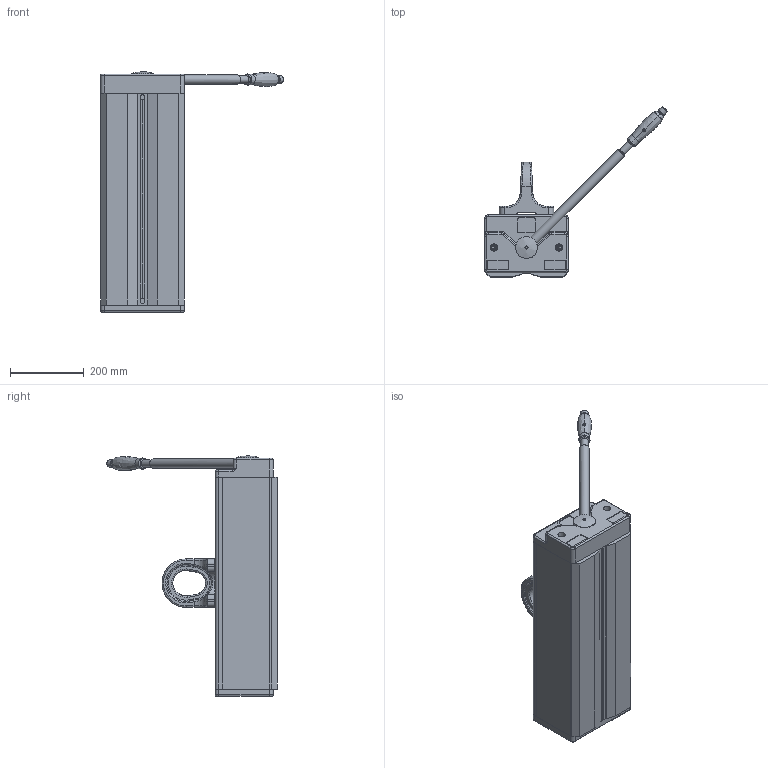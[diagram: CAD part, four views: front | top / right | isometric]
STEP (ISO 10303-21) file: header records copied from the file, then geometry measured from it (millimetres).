
FILE_DESCRIPTION(/* description */ (''),/* implementation_level */ '2;1');
FILE_NAME(/* name */ 'E0161876.stp',/* time_stamp */ '2024-06-11T11:18:41+02:00',/* author */ ('ep'),/* organization */ (''),/* preprocessor_version */ 'ST-DEVELOPER v18.1',/* originating_system */ 'Autodesk Inventor 2021',/* authorisation */ '');
FILE_SCHEMA (('AUTOMOTIVE_DESIGN { 1 0 10303 214 3 1 1 }'));
Products named in the file (1): E0161876
Bounding box: 497.25 x 463.25 x 654.95 mm (x, y, z)
Volume: 24111805.9 mm3; surface area: 2512402.2 mm2
Topology: 160 solids, 160 shells, 2665 faces, 6032 edges, 3800 vertices
Faces by surface type: plane 1252, cylinder 693, cone 524, torus 125, bspline 65, sphere 6
Full cylindrical faces by diameter (mm): 3.3 x66, 4 x130, 4.5 x64, 5 x5, 6 x2, 6.1 x1, 6.8 x1, 8 x67, 8.5 x7, 9 x2, 9.8 x1, 10 x5, 10.2 x9, 10.5 x4, 12 x11, 12.5 x4, 13 x10, 16 x4, 18 x9, 19 x4, 20 x12, 25 x1, 25.1 x1, 59 x1, 60 x2, 84.97 x2, 85 x4, 92 x2, 115.5 x1, 129 x1
Entity records: 97935 total; most frequent: CARTESIAN_POINT 39507, DIRECTION 11943, ORIENTED_EDGE 11738, EDGE_CURVE 5869, AXIS2_PLACEMENT_3D 4427, VERTEX_POINT 3800, EDGE_LOOP 3129, LINE 3089
